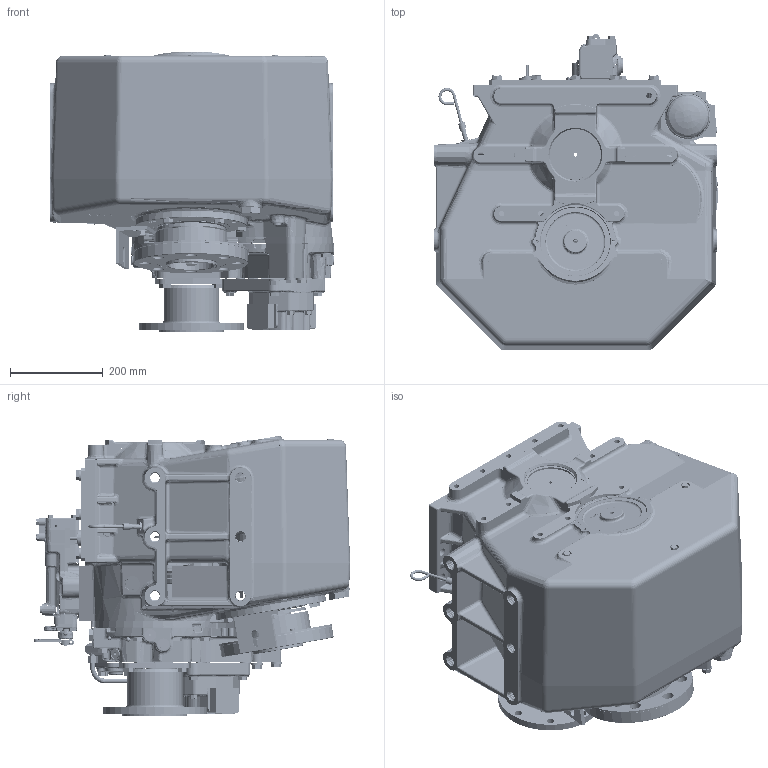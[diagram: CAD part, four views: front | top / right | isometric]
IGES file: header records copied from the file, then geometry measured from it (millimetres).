
Start section: SolidWorks IGES file using analytic representation for surfaces
Global section: file name: 1027907.IGS; native system: SolidWorks 2010; preprocessor: SolidWorks 2010; author: Josephf; date: 140919.094659; units: millimetre
Bounding box: 612.68 x 680.53 x 604.74 mm (x, y, z)
Surface area: 3842936.2 mm2 (no closed solid volume)
Topology: 0 solids, 0 shells, 7735 faces, 109824 edges, 109623 vertices
Faces by surface type: bspline 5614, revolution 2121
